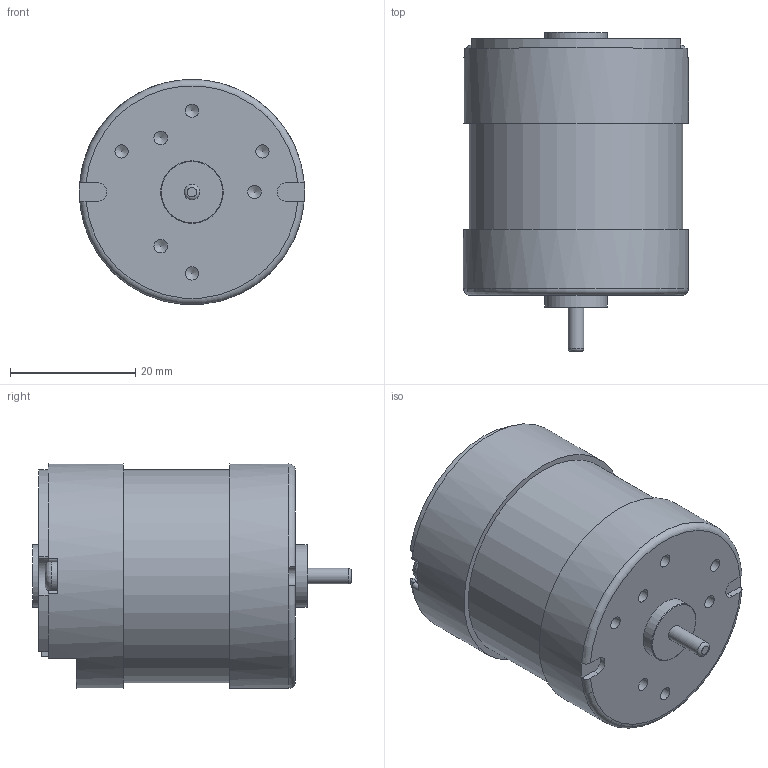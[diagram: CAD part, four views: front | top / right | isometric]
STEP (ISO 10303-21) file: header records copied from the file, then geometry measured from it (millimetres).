
FILE_DESCRIPTION((''),'2;1');
FILE_NAME('TP-3641AA,BA,CA-24.stp','2016-11-14T10:20:49',('Administrator'),(''),'Autodesk Inventor 2010','Autodesk Inventor 2010','');
FILE_SCHEMA(('AUTOMOTIVE_DESIGN { 1 0 10303 214 1 1 1 1 }'));
Length unit declared in the file: millimetre
Products named in the file (4): TP-3641AA,BA,CA-24; TP-3641BA,l; S2B-PH-SM4-TB; SMD-TRIMMERS
Assembly tree (3 placements, depth 2):
  TP-3641AA,BA,CA-24
    TP-3641BA,l
    S2B-PH-SM4-TB
    SMD-TRIMMERS
Bounding box: 35.99 x 51 x 35.97 mm (x, y, z)
Volume: 38543 mm3; surface area: 7732.1 mm2
Topology: 3 solids, 3 shells, 199 faces, 536 edges, 354 vertices
Faces by surface type: plane 133, cylinder 36, bspline 25, torus 4, cone 1
Full cylindrical faces by diameter (mm): 1.9 x1, 2.5 x2, 5 x1, 10 x2, 34.1 x1, 36 x2
Entity records: 6455 total; most frequent: CARTESIAN_POINT 1486, ORIENTED_EDGE 952, DIRECTION 948, EDGE_CURVE 476, VECTOR 358, LINE 358, VERTEX_POINT 330, AXIS2_PLACEMENT_3D 295
